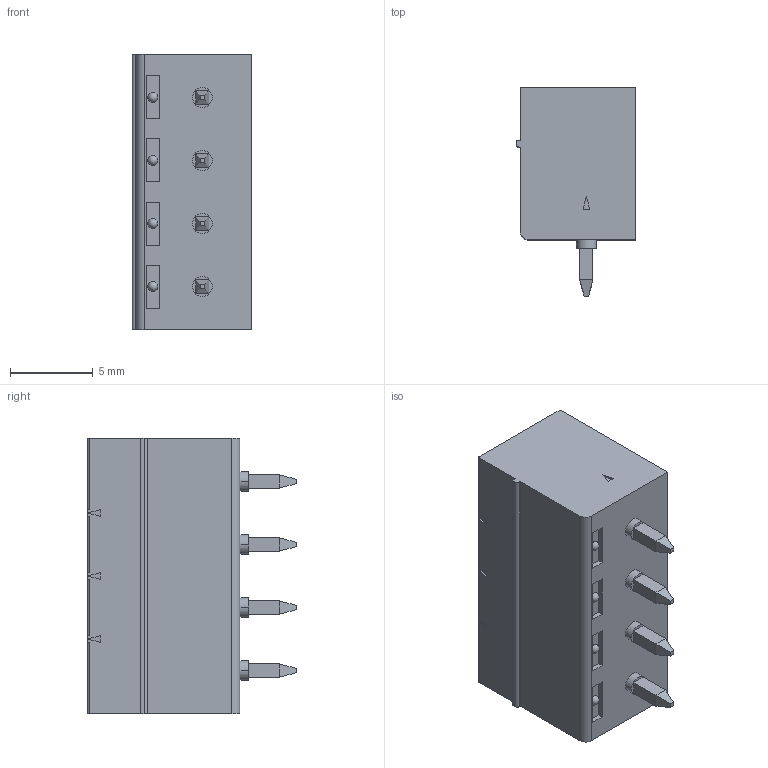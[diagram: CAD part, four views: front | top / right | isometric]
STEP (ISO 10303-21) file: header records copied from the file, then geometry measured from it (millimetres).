
FILE_DESCRIPTION(('STEP AP242'),'1');
FILE_NAME('1803442.stp','2020-11-01T13:51:09',('TraceParts'),('TraceParts S.A.'),'Spatial InterOp 3D',' ',' ');
FILE_SCHEMA(('AP242_MANAGED_MODEL_BASED_3D_ENGINEERING_MIM_LF {1 0 10303 442 1 1 4}'));
Length unit declared in the file: millimetre
Products named in the file (1): 1803442
Bounding box: 7.25 x 12.6 x 16.63 mm (x, y, z)
Volume: 642.2 mm3; surface area: 1410.1 mm2
Topology: 1 solids, 1 shells, 307 faces, 773 edges, 496 vertices
Faces by surface type: plane 234, cylinder 61, cone 8, sphere 4
Entity records: 11501 total; most frequent: CARTESIAN_POINT 1585, ORIENTED_EDGE 1530, DIRECTION 1511, EDGE_CURVE 765, LINE 619, VECTOR 619, VERTEX_POINT 496, AXIS2_PLACEMENT_3D 446
